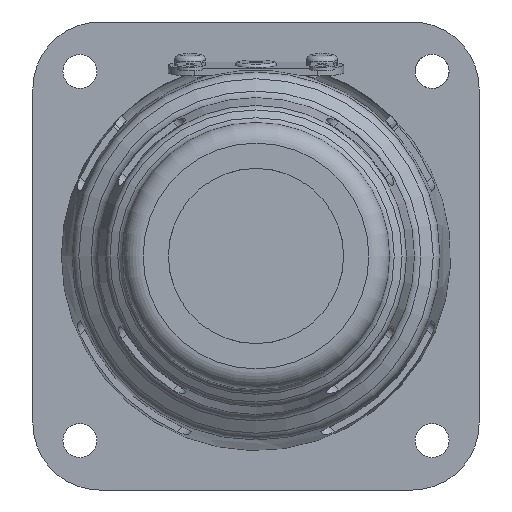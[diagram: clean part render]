
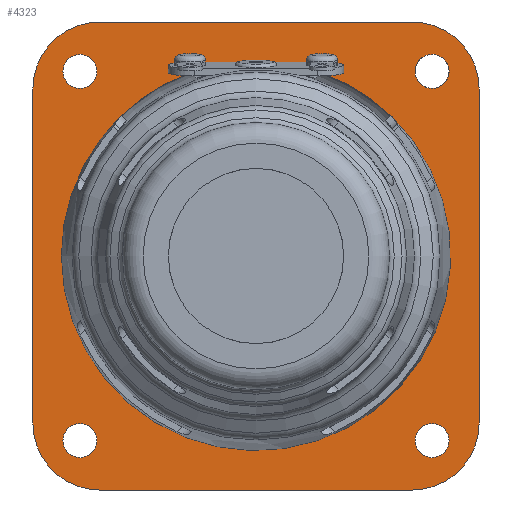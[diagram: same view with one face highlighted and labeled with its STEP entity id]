
A CAD part, front view. The second image highlights one B-rep face of the part: STEP entity #4323.
In plain terms, the highlighted planar face has unit normal (0, -1, 0).
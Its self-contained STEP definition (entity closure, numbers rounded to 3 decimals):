
#172=FACE_BOUND('',#915,.T.);
#173=FACE_BOUND('',#916,.T.);
#174=FACE_BOUND('',#917,.T.);
#175=FACE_BOUND('',#918,.T.);
#176=FACE_BOUND('',#919,.T.);
#431=PLANE('',#4722);
#608=FACE_OUTER_BOUND('',#914,.T.);
#914=EDGE_LOOP('',(#3313,#3314,#3315,#3316,#3317,#3318,#3319,#3320));
#915=EDGE_LOOP('',(#3321));
#916=EDGE_LOOP('',(#3322));
#917=EDGE_LOOP('',(#3323));
#918=EDGE_LOOP('',(#3324));
#919=EDGE_LOOP('',(#3325,#3326,#3327,#3328));
#1077=LINE('',#6009,#1252);
#1088=LINE('',#6040,#1263);
#1098=LINE('',#6067,#1273);
#1162=LINE('',#7919,#1337);
#1252=VECTOR('',#4922,30.3);
#1263=VECTOR('',#4949,32.4);
#1273=VECTOR('',#4971,30.3);
#1337=VECTOR('',#5573,32.4);
#1558=CIRCLE('',#4706,18.875);
#1567=CIRCLE('',#4723,6.5);
#1568=CIRCLE('',#4724,6.5);
#1569=CIRCLE('',#4725,6.5);
#1570=CIRCLE('',#4726,6.5);
#1571=CIRCLE('',#4727,1.65);
#1572=CIRCLE('',#4728,1.65);
#1573=CIRCLE('',#4729,1.65);
#1574=CIRCLE('',#4730,1.65);
#1575=CIRCLE('',#4731,18.875);
#1576=CIRCLE('',#4732,18.875);
#1577=CIRCLE('',#4733,18.875);
#1639=VERTEX_POINT('',#6006);
#1640=VERTEX_POINT('',#6008);
#1651=VERTEX_POINT('',#6037);
#1652=VERTEX_POINT('',#6039);
#1662=VERTEX_POINT('',#6064);
#1663=VERTEX_POINT('',#6066);
#1881=VERTEX_POINT('',#7563);
#1882=VERTEX_POINT('',#7574);
#1920=VERTEX_POINT('',#7864);
#1927=VERTEX_POINT('',#7916);
#1928=VERTEX_POINT('',#7918);
#1929=VERTEX_POINT('',#7923);
#1930=VERTEX_POINT('',#7925);
#1931=VERTEX_POINT('',#7927);
#1932=VERTEX_POINT('',#7929);
#1933=VERTEX_POINT('',#7931);
#2076=EDGE_CURVE('',#1639,#1640,#1077,.T.);
#2091=EDGE_CURVE('',#1651,#1652,#1088,.T.);
#2104=EDGE_CURVE('',#1662,#1663,#1098,.T.);
#2392=EDGE_CURVE('',#1881,#1882,#1558,.T.);
#2445=EDGE_CURVE('',#1927,#1639,#1567,.T.);
#2446=EDGE_CURVE('',#1928,#1927,#1162,.T.);
#2447=EDGE_CURVE('',#1663,#1928,#1568,.T.);
#2448=EDGE_CURVE('',#1652,#1662,#1569,.T.);
#2449=EDGE_CURVE('',#1640,#1651,#1570,.T.);
#2450=EDGE_CURVE('',#1929,#1929,#1571,.T.);
#2451=EDGE_CURVE('',#1930,#1930,#1572,.T.);
#2452=EDGE_CURVE('',#1931,#1931,#1573,.T.);
#2453=EDGE_CURVE('',#1932,#1932,#1574,.T.);
#2454=EDGE_CURVE('',#1933,#1881,#1575,.T.);
#2455=EDGE_CURVE('',#1920,#1933,#1576,.T.);
#2456=EDGE_CURVE('',#1882,#1920,#1577,.T.);
#3313=ORIENTED_EDGE('',*,*,#2076,.F.);
#3314=ORIENTED_EDGE('',*,*,#2445,.F.);
#3315=ORIENTED_EDGE('',*,*,#2446,.F.);
#3316=ORIENTED_EDGE('',*,*,#2447,.F.);
#3317=ORIENTED_EDGE('',*,*,#2104,.F.);
#3318=ORIENTED_EDGE('',*,*,#2448,.F.);
#3319=ORIENTED_EDGE('',*,*,#2091,.F.);
#3320=ORIENTED_EDGE('',*,*,#2449,.F.);
#3321=ORIENTED_EDGE('',*,*,#2450,.T.);
#3322=ORIENTED_EDGE('',*,*,#2451,.T.);
#3323=ORIENTED_EDGE('',*,*,#2452,.T.);
#3324=ORIENTED_EDGE('',*,*,#2453,.T.);
#3325=ORIENTED_EDGE('',*,*,#2392,.F.);
#3326=ORIENTED_EDGE('',*,*,#2454,.F.);
#3327=ORIENTED_EDGE('',*,*,#2455,.F.);
#3328=ORIENTED_EDGE('',*,*,#2456,.F.);
#4323=ADVANCED_FACE('',(#608,#172,#173,#174,#175,#176),#431,.T.);
#4706=AXIS2_PLACEMENT_3D('',#7575,#5526,#5527);
#4722=AXIS2_PLACEMENT_3D('',#7915,#5569,#5570);
#4723=AXIS2_PLACEMENT_3D('',#7917,#5571,#5572);
#4724=AXIS2_PLACEMENT_3D('',#7920,#5574,#5575);
#4725=AXIS2_PLACEMENT_3D('',#7921,#5576,#5577);
#4726=AXIS2_PLACEMENT_3D('',#7922,#5578,#5579);
#4727=AXIS2_PLACEMENT_3D('',#7924,#5580,#5581);
#4728=AXIS2_PLACEMENT_3D('',#7926,#5582,#5583);
#4729=AXIS2_PLACEMENT_3D('',#7928,#5584,#5585);
#4730=AXIS2_PLACEMENT_3D('',#7930,#5586,#5587);
#4731=AXIS2_PLACEMENT_3D('',#7932,#5588,#5589);
#4732=AXIS2_PLACEMENT_3D('',#7933,#5590,#5591);
#4733=AXIS2_PLACEMENT_3D('',#7934,#5592,#5593);
#4922=DIRECTION('',(1.,0.,0.));
#4949=DIRECTION('',(0.,0.,-1.));
#4971=DIRECTION('',(-1.,0.,0.));
#5526=DIRECTION('center_axis',(0.,-1.,0.));
#5527=DIRECTION('ref_axis',(1.,0.,0.));
#5569=DIRECTION('center_axis',(0.,-1.,0.));
#5570=DIRECTION('ref_axis',(0.,0.,-1.));
#5571=DIRECTION('center_axis',(0.,1.,0.));
#5572=DIRECTION('ref_axis',(-1.,0.,0.));
#5573=DIRECTION('',(0.,0.,1.));
#5574=DIRECTION('center_axis',(0.,1.,0.));
#5575=DIRECTION('ref_axis',(0.,0.,-1.));
#5576=DIRECTION('center_axis',(0.,1.,0.));
#5577=DIRECTION('ref_axis',(1.,0.,0.));
#5578=DIRECTION('center_axis',(0.,1.,0.));
#5579=DIRECTION('ref_axis',(0.,0.,1.));
#5580=DIRECTION('center_axis',(0.,1.,0.));
#5581=DIRECTION('ref_axis',(-1.,0.,0.));
#5582=DIRECTION('center_axis',(0.,1.,0.));
#5583=DIRECTION('ref_axis',(-1.,0.,0.));
#5584=DIRECTION('center_axis',(0.,1.,0.));
#5585=DIRECTION('ref_axis',(-1.,0.,0.));
#5586=DIRECTION('center_axis',(0.,1.,0.));
#5587=DIRECTION('ref_axis',(-1.,0.,0.));
#5588=DIRECTION('center_axis',(0.,-1.,0.));
#5589=DIRECTION('ref_axis',(1.,0.,0.));
#5590=DIRECTION('center_axis',(0.,-1.,0.));
#5591=DIRECTION('ref_axis',(1.,0.,0.));
#5592=DIRECTION('center_axis',(0.,-1.,0.));
#5593=DIRECTION('ref_axis',(1.,0.,0.));
#6006=CARTESIAN_POINT('',(-15.15,14.1,22.7));
#6008=CARTESIAN_POINT('',(15.15,14.1,22.7));
#6009=CARTESIAN_POINT('',(0.,14.1,22.7));
#6037=CARTESIAN_POINT('',(21.65,14.1,16.2));
#6039=CARTESIAN_POINT('',(21.65,14.1,-16.2));
#6040=CARTESIAN_POINT('',(21.65,14.1,16.2));
#6064=CARTESIAN_POINT('',(15.15,14.1,-22.7));
#6066=CARTESIAN_POINT('',(-15.15,14.1,-22.7));
#6067=CARTESIAN_POINT('',(15.15,14.1,-22.7));
#7563=CARTESIAN_POINT('',(-13.079,14.1,13.609));
#7574=CARTESIAN_POINT('',(13.079,14.1,13.609));
#7575=CARTESIAN_POINT('Origin',(0.,14.1,0.));
#7864=CARTESIAN_POINT('',(6.275,14.1,17.801));
#7915=CARTESIAN_POINT('Origin',(0.,14.1,0.));
#7916=CARTESIAN_POINT('',(-21.65,14.1,16.2));
#7917=CARTESIAN_POINT('Origin',(-15.15,14.1,16.2));
#7918=CARTESIAN_POINT('',(-21.65,14.1,-16.2));
#7919=CARTESIAN_POINT('',(-21.65,14.1,-16.2));
#7920=CARTESIAN_POINT('Origin',(-15.15,14.1,-16.2));
#7921=CARTESIAN_POINT('Origin',(15.15,14.1,-16.2));
#7922=CARTESIAN_POINT('Origin',(15.15,14.1,16.2));
#7923=CARTESIAN_POINT('',(16.073,14.1,16.603));
#7924=CARTESIAN_POINT('Origin',(17.081,14.1,17.909));
#7925=CARTESIAN_POINT('',(18.731,14.1,-17.909));
#7926=CARTESIAN_POINT('Origin',(17.081,14.1,-17.909));
#7927=CARTESIAN_POINT('',(-15.431,14.1,-17.909));
#7928=CARTESIAN_POINT('Origin',(-17.081,14.1,-17.909));
#7929=CARTESIAN_POINT('',(-15.431,14.1,17.909));
#7930=CARTESIAN_POINT('Origin',(-17.081,14.1,17.909));
#7931=CARTESIAN_POINT('',(-6.275,14.1,17.801));
#7932=CARTESIAN_POINT('Origin',(0.,14.1,0.));
#7933=CARTESIAN_POINT('Origin',(0.,14.1,0.));
#7934=CARTESIAN_POINT('Origin',(0.,14.1,0.));
